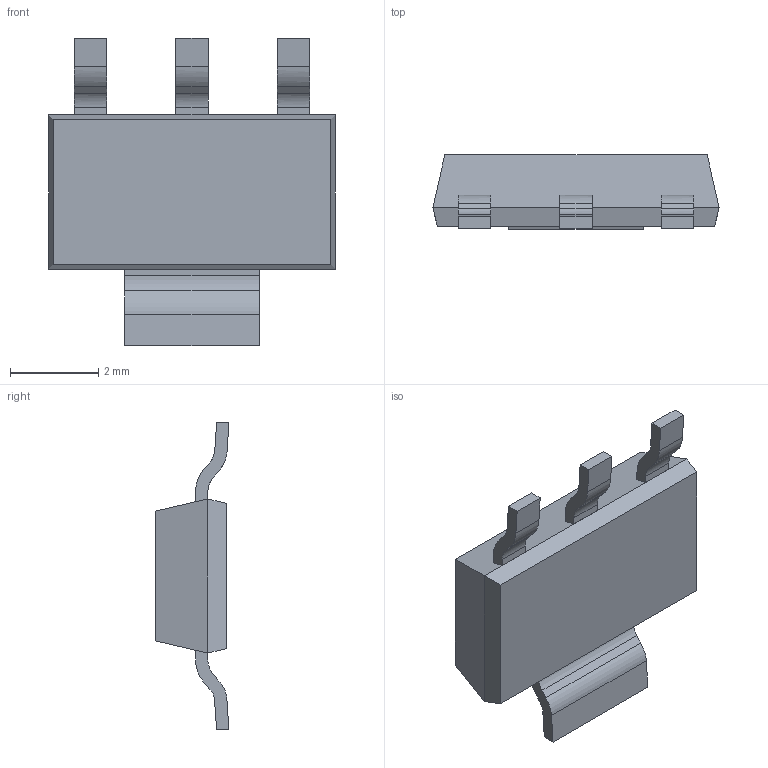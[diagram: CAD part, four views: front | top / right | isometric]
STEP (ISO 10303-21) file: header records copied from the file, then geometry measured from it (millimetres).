
FILE_DESCRIPTION (( 'STEP AP214' ), '1' );
FILE_NAME ('User Library-TO-223.STEP', '2016-03-03T02:53:32', ( 'Windows User' ), ( '' ), 'SwSTEP 2.0', 'SolidWorks 2016', '' );
FILE_SCHEMA (( 'AUTOMOTIVE_DESIGN' ));
Length unit declared in the file: millimetre
Products named in the file (6): User Library-TO-223_2_1; User Library-TO-223_1_1; User Library-TO-223; User Library-TO-223_5_1; User Library-TO-223_4_1; User Library-TO-223_3_1
Assembly tree (5 placements, depth 2):
  User Library-TO-223
    User Library-TO-223_1_1
    User Library-TO-223_2_1
    User Library-TO-223_3_1
    User Library-TO-223_4_1
    User Library-TO-223_5_1
Bounding box: 6.48 x 1.68 x 6.98 mm (x, y, z)
Volume: 35.8 mm3; surface area: 97 mm2
Topology: 5 solids, 5 shells, 66 faces, 176 edges, 120 vertices
Faces by surface type: plane 50, cylinder 16
Entity records: 3048 total; most frequent: CARTESIAN_POINT 469, ORIENTED_EDGE 352, DIRECTION 314, EDGE_CURVE 176, LINE 120, VECTOR 120, VERTEX_POINT 120, AXIS2_PLACEMENT_3D 97
